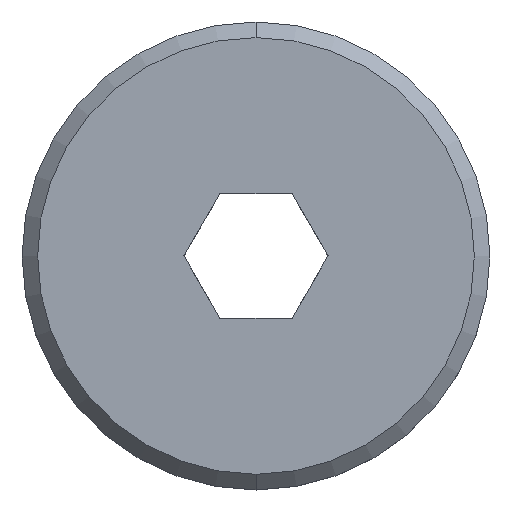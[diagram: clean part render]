
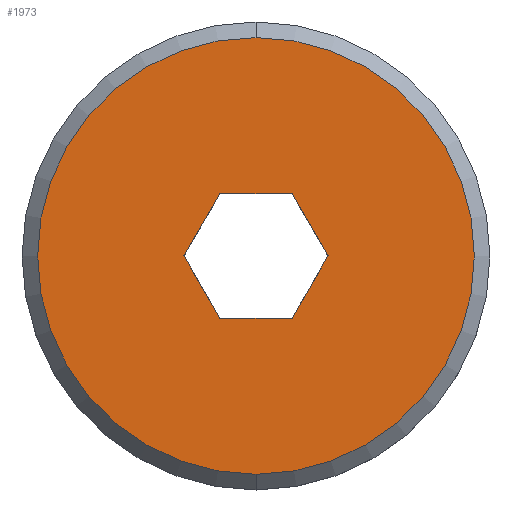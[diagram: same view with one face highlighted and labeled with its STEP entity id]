
A CAD part, top view. The second image highlights one B-rep face of the part: STEP entity #1973.
In plain terms, the highlighted planar face has unit normal (0, 0, 1).
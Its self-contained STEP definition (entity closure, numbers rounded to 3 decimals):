
#157 = DIRECTION ( 'NONE',  ( 0., -1., 0. ) ) ;
#389 = VERTEX_POINT ( 'NONE', #4939 ) ;
#730 = EDGE_CURVE ( 'NONE', #4751, #11379, #7446, .T. ) ;
#884 = CARTESIAN_POINT ( 'NONE',  ( 2.309, 0., 6.1 ) ) ;
#979 = ORIENTED_EDGE ( 'NONE', *, *, #5707, .F. ) ;
#1537 = LINE ( 'NONE', #11249, #13631 ) ;
#1731 = VERTEX_POINT ( 'NONE', #5349 ) ;
#1762 = CARTESIAN_POINT ( 'NONE',  ( -1.155, 2., 6.1 ) ) ;
#1813 = DIRECTION ( 'NONE',  ( -0.5, -0.866, 0. ) ) ;
#1973 = ADVANCED_FACE ( 'NONE', ( #13743, #15738 ), #15400, .T. ) ;
#2067 = EDGE_CURVE ( 'NONE', #6120, #7556, #9584, .T. ) ;
#2198 = CARTESIAN_POINT ( 'NONE',  ( -2.309, 0., 6.1 ) ) ;
#2305 = CARTESIAN_POINT ( 'NONE',  ( 0., -7., 6.1 ) ) ;
#2729 = DIRECTION ( 'NONE',  ( 0., 0., 1. ) ) ;
#3276 = AXIS2_PLACEMENT_3D ( 'NONE', #4072, #2729, #157 ) ;
#3325 = CARTESIAN_POINT ( 'NONE',  ( -1.155, -2., 6.1 ) ) ;
#3541 = DIRECTION ( 'NONE',  ( 0.5, 0.866, 0. ) ) ;
#4072 = CARTESIAN_POINT ( 'NONE',  ( 0., 0., 6.1 ) ) ;
#4148 = CARTESIAN_POINT ( 'NONE',  ( 0., 0., 6.1 ) ) ;
#4595 = EDGE_CURVE ( 'NONE', #11659, #389, #7631, .T. ) ;
#4751 = VERTEX_POINT ( 'NONE', #3325 ) ;
#4939 = CARTESIAN_POINT ( 'NONE',  ( 0., 7., 6.1 ) ) ;
#5230 = EDGE_CURVE ( 'NONE', #389, #11659, #8237, .T. ) ;
#5349 = CARTESIAN_POINT ( 'NONE',  ( 2.309, 0., 6.1 ) ) ;
#5685 = CARTESIAN_POINT ( 'NONE',  ( 1.155, 2., 6.1 ) ) ;
#5707 = EDGE_CURVE ( 'NONE', #11379, #1731, #1537, .T. ) ;
#6120 = VERTEX_POINT ( 'NONE', #5685 ) ;
#6191 = LINE ( 'NONE', #2198, #12521 ) ;
#6250 = EDGE_CURVE ( 'NONE', #1731, #6120, #9860, .T. ) ;
#6311 = VECTOR ( 'NONE', #12423, 1000. ) ;
#7307 = DIRECTION ( 'NONE',  ( 0., 0., 1. ) ) ;
#7446 = LINE ( 'NONE', #10958, #8248 ) ;
#7556 = VERTEX_POINT ( 'NONE', #9125 ) ;
#7631 = CIRCLE ( 'NONE', #3276, 7. ) ;
#7768 = DIRECTION ( 'NONE',  ( 0.5, -0.866, 0. ) ) ;
#7954 = EDGE_LOOP ( 'NONE', ( #16172, #10532, #15274, #14192, #15716, #979 ) ) ;
#8217 = VECTOR ( 'NONE', #14811, 1000. ) ;
#8237 = CIRCLE ( 'NONE', #12070, 7. ) ;
#8248 = VECTOR ( 'NONE', #8366, 1000. ) ;
#8366 = DIRECTION ( 'NONE',  ( 1., 0., 0. ) ) ;
#8583 = CARTESIAN_POINT ( 'NONE',  ( 0., 0., 6.1 ) ) ;
#8711 = CARTESIAN_POINT ( 'NONE',  ( 1.155, -2., 6.1 ) ) ;
#9125 = CARTESIAN_POINT ( 'NONE',  ( -1.155, 2., 6.1 ) ) ;
#9584 = LINE ( 'NONE', #10793, #8217 ) ;
#9827 = CARTESIAN_POINT ( 'NONE',  ( -2.309, 0., 6.1 ) ) ;
#9860 = LINE ( 'NONE', #884, #6311 ) ;
#9931 = EDGE_CURVE ( 'NONE', #14541, #4751, #6191, .T. ) ;
#10447 = ORIENTED_EDGE ( 'NONE', *, *, #5230, .T. ) ;
#10532 = ORIENTED_EDGE ( 'NONE', *, *, #9931, .F. ) ;
#10793 = CARTESIAN_POINT ( 'NONE',  ( 1.155, 2., 6.1 ) ) ;
#10958 = CARTESIAN_POINT ( 'NONE',  ( -1.155, -2., 6.1 ) ) ;
#10984 = EDGE_LOOP ( 'NONE', ( #10447, #11116 ) ) ;
#11116 = ORIENTED_EDGE ( 'NONE', *, *, #4595, .T. ) ;
#11249 = CARTESIAN_POINT ( 'NONE',  ( 1.155, -2., 6.1 ) ) ;
#11379 = VERTEX_POINT ( 'NONE', #8711 ) ;
#11659 = VERTEX_POINT ( 'NONE', #2305 ) ;
#11728 = DIRECTION ( 'NONE',  ( 0., 0., 1. ) ) ;
#12070 = AXIS2_PLACEMENT_3D ( 'NONE', #8583, #7307, #14713 ) ;
#12423 = DIRECTION ( 'NONE',  ( -0.5, 0.866, 0. ) ) ;
#12521 = VECTOR ( 'NONE', #7768, 1000. ) ;
#12957 = DIRECTION ( 'NONE',  ( 0., -1., 0. ) ) ;
#13616 = VECTOR ( 'NONE', #1813, 1000. ) ;
#13629 = EDGE_CURVE ( 'NONE', #7556, #14541, #13801, .T. ) ;
#13631 = VECTOR ( 'NONE', #3541, 1000. ) ;
#13743 = FACE_OUTER_BOUND ( 'NONE', #10984, .T. ) ;
#13801 = LINE ( 'NONE', #1762, #13616 ) ;
#14192 = ORIENTED_EDGE ( 'NONE', *, *, #2067, .F. ) ;
#14541 = VERTEX_POINT ( 'NONE', #9827 ) ;
#14713 = DIRECTION ( 'NONE',  ( 0., -1., 0. ) ) ;
#14811 = DIRECTION ( 'NONE',  ( -1., 0., 0. ) ) ;
#15274 = ORIENTED_EDGE ( 'NONE', *, *, #13629, .F. ) ;
#15400 = PLANE ( 'NONE',  #16200 ) ;
#15716 = ORIENTED_EDGE ( 'NONE', *, *, #6250, .F. ) ;
#15738 = FACE_BOUND ( 'NONE', #7954, .T. ) ;
#16172 = ORIENTED_EDGE ( 'NONE', *, *, #730, .F. ) ;
#16200 = AXIS2_PLACEMENT_3D ( 'NONE', #4148, #11728, #12957 ) ;
